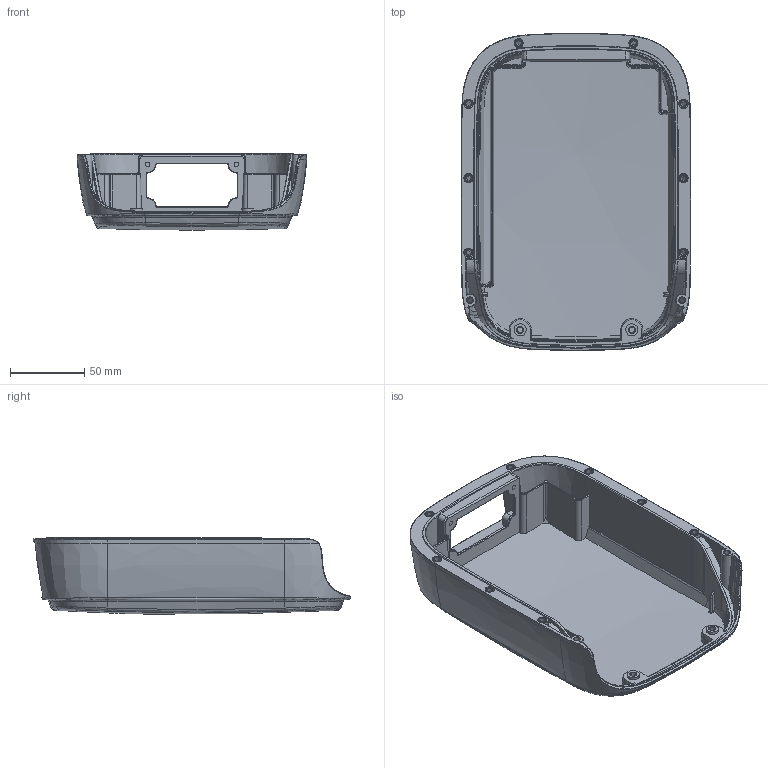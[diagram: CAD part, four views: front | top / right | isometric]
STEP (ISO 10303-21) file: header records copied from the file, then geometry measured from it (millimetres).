
FILE_DESCRIPTION((''),'2;1');
FILE_NAME('001-TOP-TN21','2022-02-25T',('designer'),(''),'CREO PARAMETRIC BY PTC INC, 2016130','CREO PARAMETRIC BY PTC INC, 2016130','');
FILE_SCHEMA(('CONFIG_CONTROL_DESIGN'));
Products named in the file (1): 001-TOP-TN21
Bounding box: 154.16 x 212.96 x 51.19 mm (x, y, z)
Volume: 247938.1 mm3; surface area: 123450 mm2
Topology: 1 solids, 1 shells, 929 faces, 2366 edges, 1491 vertices
Faces by surface type: bspline 310, plane 190, cylinder 153, cone 123, extrusion 95, torus 39, sphere 19
Entity records: 44631 total; most frequent: CARTESIAN_POINT 25016, ORIENTED_EDGE 4732, DIRECTION 3014, EDGE_CURVE 2366, VERTEX_POINT 1491, B_SPLINE_CURVE_WITH_KNOTS 1234, AXIS2_PLACEMENT_3D 1168, EDGE_LOOP 983
